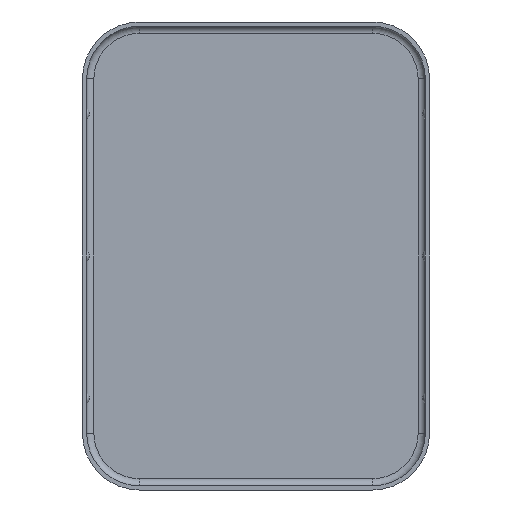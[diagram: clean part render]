
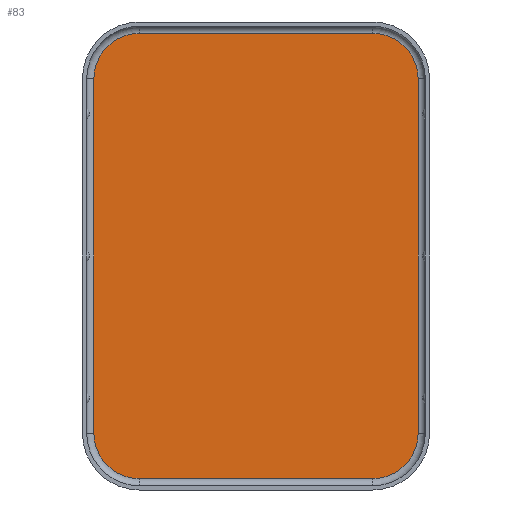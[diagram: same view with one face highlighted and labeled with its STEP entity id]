
A CAD part, front view. The second image highlights one B-rep face of the part: STEP entity #83.
In plain terms, the highlighted planar face has unit normal (0, -1, 0).
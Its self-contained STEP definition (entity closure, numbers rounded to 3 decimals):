
#83 = ADVANCED_FACE( 'NONE', ( #200 ), #201, .T. );
#200 = FACE_OUTER_BOUND( '', #361, .T. );
#201 = PLANE( '', #362 );
#361 = EDGE_LOOP( '', ( #543, #544, #545, #546, #547, #548, #549, #550 ) );
#362 = AXIS2_PLACEMENT_3D( '', #551, #552, #553 );
#543 = ORIENTED_EDGE( '', *, *, #895, .F. );
#544 = ORIENTED_EDGE( '', *, *, #881, .F. );
#545 = ORIENTED_EDGE( '', *, *, #877, .F. );
#546 = ORIENTED_EDGE( '', *, *, #896, .T. );
#547 = ORIENTED_EDGE( '', *, *, #897, .T. );
#548 = ORIENTED_EDGE( '', *, *, #898, .F. );
#549 = ORIENTED_EDGE( '', *, *, #899, .T. );
#550 = ORIENTED_EDGE( '', *, *, #900, .T. );
#551 = CARTESIAN_POINT( '', ( 8.2, 0., -12.45 ) );
#552 = DIRECTION( '', ( 0., -1., 0. ) );
#553 = DIRECTION( '', ( 0., 0., -1. ) );
#877 = EDGE_CURVE( 'NONE', #1021, #1023, #1024, .T. );
#881 = EDGE_CURVE( 'NONE', #1023, #1029, #1030, .T. );
#895 = EDGE_CURVE( 'NONE', #1029, #1050, #1051, .T. );
#896 = EDGE_CURVE( 'NONE', #1021, #1052, #1053, .T. );
#897 = EDGE_CURVE( 'NONE', #1052, #1054, #1055, .T. );
#898 = EDGE_CURVE( 'NONE', #1056, #1054, #1057, .T. );
#899 = EDGE_CURVE( 'NONE', #1056, #1058, #1059, .T. );
#900 = EDGE_CURVE( 'NONE', #1058, #1050, #1060, .T. );
#1021 = VERTEX_POINT( 'NONE', #1225 );
#1023 = VERTEX_POINT( 'NONE', #1227 );
#1024 = LINE( '', #1228, #1229 );
#1029 = VERTEX_POINT( 'NONE', #1234 );
#1030 = CIRCLE( '', #1235, 3.2 );
#1050 = VERTEX_POINT( 'NONE', #1256 );
#1051 = LINE( '', #1257, #1258 );
#1052 = VERTEX_POINT( 'NONE', #1259 );
#1053 = CIRCLE( '', #1260, 3.2 );
#1054 = VERTEX_POINT( 'NONE', #1261 );
#1055 = LINE( '', #1262, #1263 );
#1056 = VERTEX_POINT( 'NONE', #1264 );
#1057 = CIRCLE( '', #1265, 3.2 );
#1058 = VERTEX_POINT( 'NONE', #1266 );
#1059 = LINE( '', #1267, #1268 );
#1060 = CIRCLE( '', #1269, 3.2 );
#1225 = CARTESIAN_POINT( '', ( 11.4, 0., 12.45 ) );
#1227 = CARTESIAN_POINT( '', ( 11.4, 0., -12.45 ) );
#1228 = CARTESIAN_POINT( '', ( 11.4, 0., 0. ) );
#1229 = VECTOR( '', #1454, 1000. );
#1234 = CARTESIAN_POINT( '', ( 8.2, 0., -15.65 ) );
#1235 = AXIS2_PLACEMENT_3D( '', #1461, #1462, #1463 );
#1256 = CARTESIAN_POINT( '', ( -8.2, 0., -15.65 ) );
#1257 = CARTESIAN_POINT( '', ( 8.2, 0., -15.65 ) );
#1258 = VECTOR( '', #1489, 1000. );
#1259 = CARTESIAN_POINT( '', ( 8.2, 0., 15.65 ) );
#1260 = AXIS2_PLACEMENT_3D( '', #1490, #1491, #1492 );
#1261 = CARTESIAN_POINT( '', ( -8.2, 0., 15.65 ) );
#1262 = CARTESIAN_POINT( '', ( 8.2, 0., 15.65 ) );
#1263 = VECTOR( '', #1493, 1000. );
#1264 = CARTESIAN_POINT( '', ( -11.4, 0., 12.45 ) );
#1265 = AXIS2_PLACEMENT_3D( '', #1494, #1495, #1496 );
#1266 = CARTESIAN_POINT( '', ( -11.4, 0., -12.45 ) );
#1267 = CARTESIAN_POINT( '', ( -11.4, 0., 0. ) );
#1268 = VECTOR( '', #1497, 1000. );
#1269 = AXIS2_PLACEMENT_3D( '', #1498, #1499, #1500 );
#1454 = DIRECTION( '', ( 0., 0., -1. ) );
#1461 = CARTESIAN_POINT( '', ( 8.2, 0., -12.45 ) );
#1462 = DIRECTION( '', ( 0., 1., 0. ) );
#1463 = DIRECTION( '', ( 0., 0., 1. ) );
#1489 = DIRECTION( '', ( -1., 0., 0. ) );
#1490 = CARTESIAN_POINT( '', ( 8.2, 0., 12.45 ) );
#1491 = DIRECTION( '', ( 0., -1., 0. ) );
#1492 = DIRECTION( '', ( 0., 0., -1. ) );
#1493 = DIRECTION( '', ( -1., 0., 0. ) );
#1494 = CARTESIAN_POINT( '', ( -8.2, 0., 12.45 ) );
#1495 = DIRECTION( '', ( 0., 1., 0. ) );
#1496 = DIRECTION( '', ( 0., 0., -1. ) );
#1497 = DIRECTION( '', ( 0., 0., -1. ) );
#1498 = CARTESIAN_POINT( '', ( -8.2, 0., -12.45 ) );
#1499 = DIRECTION( '', ( 0., -1., 0. ) );
#1500 = DIRECTION( '', ( 0., 0., 1. ) );
